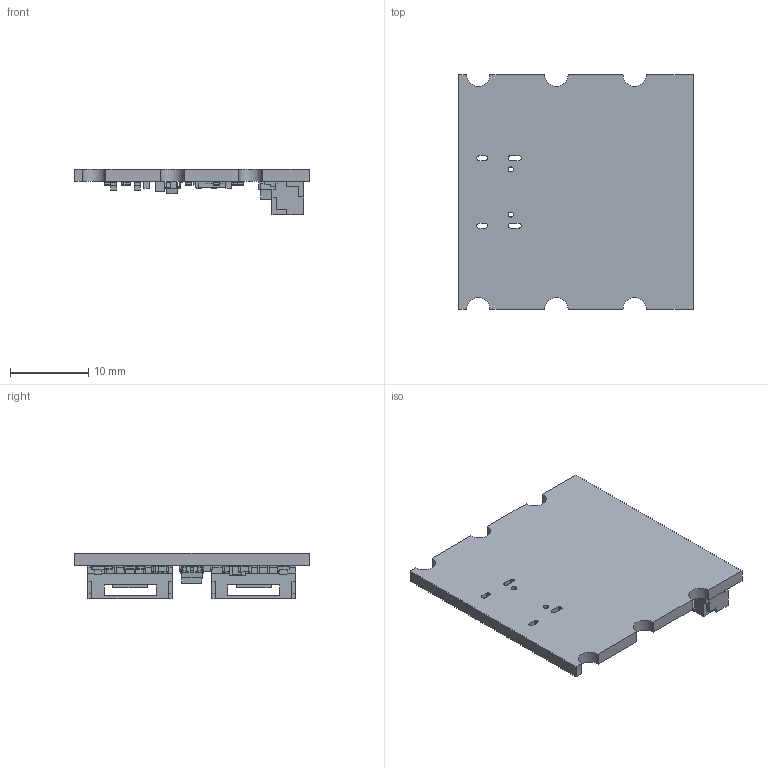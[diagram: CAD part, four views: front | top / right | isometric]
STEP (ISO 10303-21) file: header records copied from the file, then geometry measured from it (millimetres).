
FILE_DESCRIPTION(('KiCad electronic assembly'),'2;1');
FILE_NAME('TFUSBSERIAL01.step','2023-09-20T23:27:59',('Pcbnew'),('Kicad' ),'Open CASCADE STEP processor 7.6','KiCad to STEP converter', 'Unknown');
FILE_SCHEMA(('AUTOMOTIVE_DESIGN { 1 0 10303 214 1 1 1 1 }'));
Length unit declared in the file: millimetre
Products named in the file (20): TFUSBSERIAL01 1; D_SMA; SOLID; LED_0603_1608Metric; C_0603_1608Metric; R_0603_1608Metric; L_0805_2012Metric; JST_GH_SM06B-GHS-TB_1x06-1MP_P1.25mm_Horizontal; QFN-20-1EP_4x4mm_P0.5mm_EP2.5x2.5mm; SOT-23-6; Fuse_0805_2012Metric; tmpvnoi54l0 PCB
Assembly tree (36 placements, depth 3):
  TFUSBSERIAL01 1
    D_SMA
      SOLID
    LED_0603_1608Metric  x3
      SOLID
    C_0603_1608Metric  x5
      SOLID
    R_0603_1608Metric  x11
      SOLID
    L_0805_2012Metric
      SOLID
    JST_GH_SM06B-GHS-TB_1x06-1MP_P1.25mm_Horizontal  x2
      SOLID
    QFN-20-1EP_4x4mm_P0.5mm_EP2.5x2.5mm
      SOLID
    SOT-23-6
      SOLID
    Fuse_0805_2012Metric
      SOLID
    tmpvnoi54l0 PCB
Bounding box: 30 x 30 x 5.88 mm (x, y, z)
Volume: 1654.4 mm3; surface area: 2992.2 mm2
Topology: 27 solids, 27 shells, 1559 faces, 4249 edges, 2782 vertices
Faces by surface type: plane 1270, cylinder 249, bspline 40
Full cylindrical faces by diameter (mm): 0.5 x1, 0.65 x2
Entity records: 61041 total; most frequent: CARTESIAN_POINT 10209, DIRECTION 8375, LINE 6240, VECTOR 6240, ORIENTED_EDGE 4536, PCURVE 4536, DEFINITIONAL_REPRESENTATION 4536, EDGE_CURVE 2268
